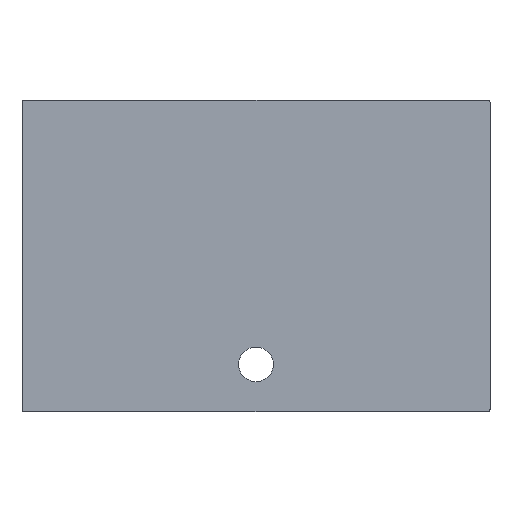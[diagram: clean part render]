
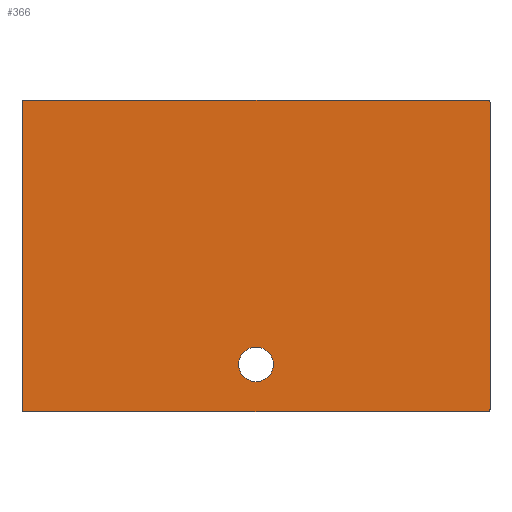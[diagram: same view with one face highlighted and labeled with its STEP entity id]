
A CAD part, front view. The second image highlights one B-rep face of the part: STEP entity #366.
In plain terms, the highlighted planar face has unit normal (0, -1, 0).
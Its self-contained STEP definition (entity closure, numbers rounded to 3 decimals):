
#30 = CARTESIAN_POINT ( 'NONE',  ( 588.921, -24., 394.838 ) ) ;
#44 = EDGE_CURVE ( 'NONE', #1394, #1805, #1427, .T. ) ;
#59 = ORIENTED_EDGE ( 'NONE', *, *, #593, .T. ) ;
#74 = CARTESIAN_POINT ( 'NONE',  ( -593.919, -24., -389.838 ) ) ;
#101 = EDGE_CURVE ( 'NONE', #1930, #1895, #164, .T. ) ;
#121 = LINE ( 'NONE', #1503, #271 ) ;
#153 = CARTESIAN_POINT ( 'NONE',  ( -593.919, -24., 392.767 ) ) ;
#164 =( BOUNDED_CURVE ( )  B_SPLINE_CURVE ( 3, ( #776, #499, #1373, #30 ),
 .UNSPECIFIED., .F., .T. ) 
 B_SPLINE_CURVE_WITH_KNOTS ( ( 4, 4 ),
 ( 2.035, 3.605 ),
 .UNSPECIFIED. ) 
 CURVE ( )  GEOMETRIC_REPRESENTATION_ITEM ( )  RATIONAL_B_SPLINE_CURVE ( ( 1., 0.805, 0.805, 1. ) ) 
 REPRESENTATION_ITEM ( '' )  );
#176 = EDGE_CURVE ( 'NONE', #503, #393, #121, .T. ) ;
#194 = AXIS2_PLACEMENT_3D ( 'NONE', #626, #316, #1669 ) ;
#201 = VERTEX_POINT ( 'NONE', #985 ) ;
#224 = EDGE_CURVE ( 'NONE', #1930, #1836, #669, .T. ) ;
#237 = CARTESIAN_POINT ( 'NONE',  ( 593.919, -24., 0. ) ) ;
#261 = CARTESIAN_POINT ( 'NONE',  ( 591.849, -24., -394.838 ) ) ;
#271 = VECTOR ( 'NONE', #483, 1000. ) ;
#316 = DIRECTION ( 'NONE',  ( 0., 1., 0. ) ) ;
#350 = EDGE_CURVE ( 'NONE', #1394, #1836, #472, .T. ) ;
#366 = ADVANCED_FACE ( 'NONE', ( #1115, #546 ), #1799, .F. ) ;
#385 = AXIS2_PLACEMENT_3D ( 'NONE', #900, #1329, #1648 ) ;
#393 = VERTEX_POINT ( 'NONE', #1892 ) ;
#398 = CARTESIAN_POINT ( 'NONE',  ( -591.849, -24., -394.838 ) ) ;
#399 = DIRECTION ( 'NONE',  ( 0., 0., -1. ) ) ;
#431 = CARTESIAN_POINT ( 'NONE',  ( 593.919, -24., 389.838 ) ) ;
#449 = EDGE_LOOP ( 'NONE', ( #1004, #59 ) ) ;
#459 = CARTESIAN_POINT ( 'NONE',  ( -591.849, -24., 394.838 ) ) ;
#463 = ORIENTED_EDGE ( 'NONE', *, *, #44, .F. ) ;
#472 =( BOUNDED_CURVE ( )  B_SPLINE_CURVE ( 3, ( #883, #261, #571, #1170 ),
 .UNSPECIFIED., .F., .F. ) 
 B_SPLINE_CURVE_WITH_KNOTS ( ( 4, 4 ),
 ( 2.678, 4.249 ),
 .UNSPECIFIED. ) 
 CURVE ( )  GEOMETRIC_REPRESENTATION_ITEM ( )  RATIONAL_B_SPLINE_CURVE ( ( 1., 0.805, 0.805, 1. ) ) 
 REPRESENTATION_ITEM ( '' )  );
#483 = DIRECTION ( 'NONE',  ( 0., 0., 1. ) ) ;
#495 =( BOUNDED_CURVE ( )  B_SPLINE_CURVE ( 3, ( #1050, #459, #153, #1463 ),
 .UNSPECIFIED., .F., .F. ) 
 B_SPLINE_CURVE_WITH_KNOTS ( ( 4, 4 ),
 ( 2.678, 4.249 ),
 .UNSPECIFIED. ) 
 CURVE ( )  GEOMETRIC_REPRESENTATION_ITEM ( )  RATIONAL_B_SPLINE_CURVE ( ( 1., 0.805, 0.805, 1. ) ) 
 REPRESENTATION_ITEM ( '' )  );
#499 = CARTESIAN_POINT ( 'NONE',  ( 593.919, -24., 392.767 ) ) ;
#503 = VERTEX_POINT ( 'NONE', #1616 ) ;
#546 = FACE_OUTER_BOUND ( 'NONE', #855, .T. ) ;
#548 = CARTESIAN_POINT ( 'NONE',  ( 588.921, -24., -394.838 ) ) ;
#556 = EDGE_CURVE ( 'NONE', #201, #1895, #1505, .T. ) ;
#568 = CARTESIAN_POINT ( 'NONE',  ( -588.921, -24., -394.838 ) ) ;
#571 = CARTESIAN_POINT ( 'NONE',  ( 593.919, -24., -392.767 ) ) ;
#580 = EDGE_CURVE ( 'NONE', #201, #393, #495, .T. ) ;
#591 = CARTESIAN_POINT ( 'NONE',  ( -593.919, -24., -392.767 ) ) ;
#593 = EDGE_CURVE ( 'NONE', #1176, #692, #1206, .T. ) ;
#626 = CARTESIAN_POINT ( 'NONE',  ( 0., -24., -275. ) ) ;
#643 = EDGE_CURVE ( 'NONE', #692, #1176, #1401, .T. ) ;
#669 = LINE ( 'NONE', #237, #1221 ) ;
#692 = VERTEX_POINT ( 'NONE', #1844 ) ;
#696 = AXIS2_PLACEMENT_3D ( 'NONE', #1653, #777, #767 ) ;
#715 = VECTOR ( 'NONE', #893, 1000. ) ;
#767 = DIRECTION ( 'NONE',  ( 0., 0., 1. ) ) ;
#776 = CARTESIAN_POINT ( 'NONE',  ( 593.919, -24., 389.838 ) ) ;
#777 = DIRECTION ( 'NONE',  ( 0., 1., 0. ) ) ;
#849 = CARTESIAN_POINT ( 'NONE',  ( 593.919, -24., -389.838 ) ) ;
#854 = VECTOR ( 'NONE', #1024, 1000. ) ;
#855 = EDGE_LOOP ( 'NONE', ( #1413, #899, #463, #1224, #944, #1090, #1570, #1411 ) ) ;
#883 = CARTESIAN_POINT ( 'NONE',  ( 588.921, -24., -394.838 ) ) ;
#893 = DIRECTION ( 'NONE',  ( 1., 0., 0. ) ) ;
#899 = ORIENTED_EDGE ( 'NONE', *, *, #1510, .T. ) ;
#900 = CARTESIAN_POINT ( 'NONE',  ( 0., -24., 0. ) ) ;
#944 = ORIENTED_EDGE ( 'NONE', *, *, #224, .F. ) ;
#985 = CARTESIAN_POINT ( 'NONE',  ( -588.921, -24., 394.838 ) ) ;
#1004 = ORIENTED_EDGE ( 'NONE', *, *, #643, .T. ) ;
#1024 = DIRECTION ( 'NONE',  ( -1., 0., 0. ) ) ;
#1050 = CARTESIAN_POINT ( 'NONE',  ( -588.921, -24., 394.838 ) ) ;
#1090 = ORIENTED_EDGE ( 'NONE', *, *, #101, .T. ) ;
#1115 = FACE_BOUND ( 'NONE', #449, .T. ) ;
#1170 = CARTESIAN_POINT ( 'NONE',  ( 593.919, -24., -389.838 ) ) ;
#1176 = VERTEX_POINT ( 'NONE', #1659 ) ;
#1206 = CIRCLE ( 'NONE', #696, 44. ) ;
#1221 = VECTOR ( 'NONE', #399, 1000. ) ;
#1224 = ORIENTED_EDGE ( 'NONE', *, *, #350, .T. ) ;
#1265 =( BOUNDED_CURVE ( )  B_SPLINE_CURVE ( 3, ( #74, #591, #398, #1573 ),
 .UNSPECIFIED., .F., .F. ) 
 B_SPLINE_CURVE_WITH_KNOTS ( ( 4, 4 ),
 ( 2.035, 3.605 ),
 .UNSPECIFIED. ) 
 CURVE ( )  GEOMETRIC_REPRESENTATION_ITEM ( )  RATIONAL_B_SPLINE_CURVE ( ( 1., 0.805, 0.805, 1. ) ) 
 REPRESENTATION_ITEM ( '' )  );
#1286 = CARTESIAN_POINT ( 'NONE',  ( 588.921, -24., 394.838 ) ) ;
#1317 = CARTESIAN_POINT ( 'NONE',  ( 0., -24., 394.838 ) ) ;
#1329 = DIRECTION ( 'NONE',  ( 0., 1., 0. ) ) ;
#1373 = CARTESIAN_POINT ( 'NONE',  ( 591.849, -24., 394.838 ) ) ;
#1394 = VERTEX_POINT ( 'NONE', #548 ) ;
#1401 = CIRCLE ( 'NONE', #194, 44. ) ;
#1411 = ORIENTED_EDGE ( 'NONE', *, *, #580, .T. ) ;
#1413 = ORIENTED_EDGE ( 'NONE', *, *, #176, .F. ) ;
#1427 = LINE ( 'NONE', #1429, #854 ) ;
#1429 = CARTESIAN_POINT ( 'NONE',  ( 0., -24., -394.838 ) ) ;
#1463 = CARTESIAN_POINT ( 'NONE',  ( -593.919, -24., 389.838 ) ) ;
#1503 = CARTESIAN_POINT ( 'NONE',  ( -593.919, -24., 0. ) ) ;
#1505 = LINE ( 'NONE', #1317, #715 ) ;
#1510 = EDGE_CURVE ( 'NONE', #503, #1805, #1265, .T. ) ;
#1570 = ORIENTED_EDGE ( 'NONE', *, *, #556, .F. ) ;
#1573 = CARTESIAN_POINT ( 'NONE',  ( -588.921, -24., -394.838 ) ) ;
#1616 = CARTESIAN_POINT ( 'NONE',  ( -593.919, -24., -389.838 ) ) ;
#1648 = DIRECTION ( 'NONE',  ( 0., 0., 1. ) ) ;
#1653 = CARTESIAN_POINT ( 'NONE',  ( 0., -24., -275. ) ) ;
#1659 = CARTESIAN_POINT ( 'NONE',  ( 44., -24., -275. ) ) ;
#1669 = DIRECTION ( 'NONE',  ( 0., 0., 1. ) ) ;
#1799 = PLANE ( 'NONE',  #385 ) ;
#1805 = VERTEX_POINT ( 'NONE', #568 ) ;
#1836 = VERTEX_POINT ( 'NONE', #849 ) ;
#1844 = CARTESIAN_POINT ( 'NONE',  ( -44., -24., -275. ) ) ;
#1892 = CARTESIAN_POINT ( 'NONE',  ( -593.919, -24., 389.838 ) ) ;
#1895 = VERTEX_POINT ( 'NONE', #1286 ) ;
#1930 = VERTEX_POINT ( 'NONE', #431 ) ;
